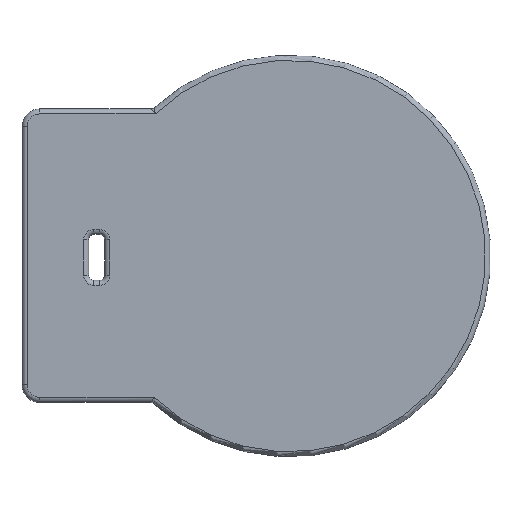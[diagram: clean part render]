
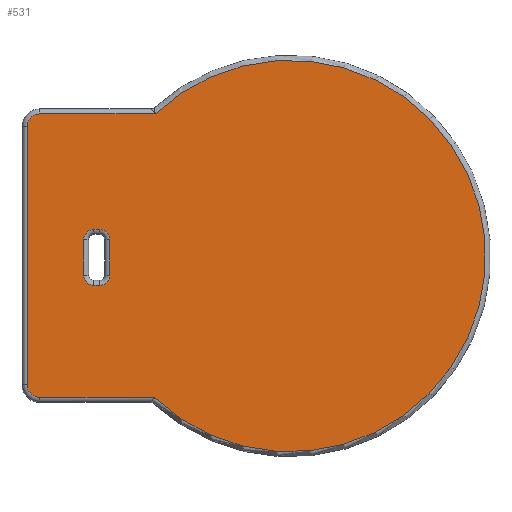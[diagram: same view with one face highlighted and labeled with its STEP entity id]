
A CAD part, front view. The second image highlights one B-rep face of the part: STEP entity #531.
In plain terms, the highlighted planar face has unit normal (0, -1, 0).
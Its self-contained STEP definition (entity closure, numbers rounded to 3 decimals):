
#15=FACE_BOUND('',#173,.T.);
#20=PLANE('',#581);
#37=LINE('',#879,#74);
#42=LINE('',#934,#79);
#43=LINE('',#946,#80);
#50=LINE('',#966,#87);
#51=LINE('',#970,#88);
#52=LINE('',#974,#89);
#53=LINE('',#978,#90);
#74=VECTOR('',#647,10.);
#79=VECTOR('',#662,10.);
#80=VECTOR('',#677,10.);
#87=VECTOR('',#700,10.);
#88=VECTOR('',#703,10.);
#89=VECTOR('',#706,10.);
#90=VECTOR('',#709,10.);
#138=FACE_OUTER_BOUND('',#172,.T.);
#172=EDGE_LOOP('',(#416,#417,#418,#419,#420,#421));
#173=EDGE_LOOP('',(#422,#423,#424,#425,#426,#427,#428,#429));
#201=CIRCLE('',#559,38.685);
#207=CIRCLE('',#570,2.5);
#210=CIRCLE('',#575,2.5);
#213=CIRCLE('',#582,2.);
#214=CIRCLE('',#583,2.);
#215=CIRCLE('',#584,2.);
#216=CIRCLE('',#585,2.);
#236=VERTEX_POINT('',#834);
#241=VERTEX_POINT('',#864);
#243=VERTEX_POINT('',#877);
#248=VERTEX_POINT('',#933);
#250=VERTEX_POINT('',#938);
#252=VERTEX_POINT('',#944);
#256=VERTEX_POINT('',#964);
#257=VERTEX_POINT('',#965);
#258=VERTEX_POINT('',#967);
#259=VERTEX_POINT('',#969);
#260=VERTEX_POINT('',#971);
#261=VERTEX_POINT('',#973);
#262=VERTEX_POINT('',#975);
#263=VERTEX_POINT('',#977);
#289=EDGE_CURVE('',#236,#241,#201,.T.);
#293=EDGE_CURVE('',#243,#236,#37,.T.);
#301=EDGE_CURVE('',#241,#248,#42,.T.);
#304=EDGE_CURVE('',#250,#243,#207,.T.);
#307=EDGE_CURVE('',#252,#250,#43,.T.);
#309=EDGE_CURVE('',#248,#252,#210,.T.);
#317=EDGE_CURVE('',#256,#257,#50,.T.);
#318=EDGE_CURVE('',#258,#256,#213,.T.);
#319=EDGE_CURVE('',#259,#258,#51,.T.);
#320=EDGE_CURVE('',#260,#259,#214,.T.);
#321=EDGE_CURVE('',#261,#260,#52,.T.);
#322=EDGE_CURVE('',#262,#261,#215,.T.);
#323=EDGE_CURVE('',#263,#262,#53,.T.);
#324=EDGE_CURVE('',#257,#263,#216,.T.);
#416=ORIENTED_EDGE('',*,*,#293,.F.);
#417=ORIENTED_EDGE('',*,*,#304,.F.);
#418=ORIENTED_EDGE('',*,*,#307,.F.);
#419=ORIENTED_EDGE('',*,*,#309,.F.);
#420=ORIENTED_EDGE('',*,*,#301,.F.);
#421=ORIENTED_EDGE('',*,*,#289,.F.);
#422=ORIENTED_EDGE('',*,*,#317,.F.);
#423=ORIENTED_EDGE('',*,*,#318,.F.);
#424=ORIENTED_EDGE('',*,*,#319,.F.);
#425=ORIENTED_EDGE('',*,*,#320,.F.);
#426=ORIENTED_EDGE('',*,*,#321,.F.);
#427=ORIENTED_EDGE('',*,*,#322,.F.);
#428=ORIENTED_EDGE('',*,*,#323,.F.);
#429=ORIENTED_EDGE('',*,*,#324,.F.);
#531=ADVANCED_FACE('',(#138,#15),#20,.F.);
#559=AXIS2_PLACEMENT_3D('',#865,#640,#641);
#570=AXIS2_PLACEMENT_3D('',#940,#669,#670);
#575=AXIS2_PLACEMENT_3D('',#949,#681,#682);
#581=AXIS2_PLACEMENT_3D('',#963,#698,#699);
#582=AXIS2_PLACEMENT_3D('',#968,#701,#702);
#583=AXIS2_PLACEMENT_3D('',#972,#704,#705);
#584=AXIS2_PLACEMENT_3D('',#976,#707,#708);
#585=AXIS2_PLACEMENT_3D('',#979,#710,#711);
#640=DIRECTION('center_axis',(0.,1.,0.));
#641=DIRECTION('ref_axis',(1.,0.,-0.003));
#647=DIRECTION('',(1.,0.,0.));
#662=DIRECTION('',(-1.,0.,0.));
#669=DIRECTION('center_axis',(0.,1.,0.));
#670=DIRECTION('ref_axis',(-0.707,0.,0.707));
#677=DIRECTION('',(0.,0.,1.));
#681=DIRECTION('center_axis',(0.,1.,0.));
#682=DIRECTION('ref_axis',(-0.707,0.,-0.707));
#698=DIRECTION('center_axis',(0.,1.,0.));
#699=DIRECTION('ref_axis',(-1.,0.,0.));
#700=DIRECTION('',(-1.,0.,0.));
#701=DIRECTION('center_axis',(0.,-1.,0.));
#702=DIRECTION('ref_axis',(0.707,0.,0.707));
#703=DIRECTION('',(0.,0.,1.));
#704=DIRECTION('center_axis',(0.,-1.,0.));
#705=DIRECTION('ref_axis',(0.707,0.,-0.707));
#706=DIRECTION('',(1.,0.,0.));
#707=DIRECTION('center_axis',(0.,-1.,0.));
#708=DIRECTION('ref_axis',(-0.707,0.,-0.707));
#709=DIRECTION('',(0.,0.,-1.));
#710=DIRECTION('center_axis',(0.,-1.,0.));
#711=DIRECTION('ref_axis',(-0.707,0.,0.707));
#834=CARTESIAN_POINT('',(-31.689,-7.787,26.));
#864=CARTESIAN_POINT('',(-31.834,-7.787,-30.));
#865=CARTESIAN_POINT('Origin',(-5.068,-7.787,-2.069));
#877=CARTESIAN_POINT('',(-54.5,-7.787,26.));
#879=CARTESIAN_POINT('',(-33.096,-7.787,26.));
#933=CARTESIAN_POINT('',(-54.5,-7.787,-30.));
#934=CARTESIAN_POINT('',(-21.962,-7.787,-30.));
#938=CARTESIAN_POINT('',(-57.,-7.787,23.5));
#940=CARTESIAN_POINT('Origin',(-54.5,-7.787,23.5));
#944=CARTESIAN_POINT('',(-57.,-7.787,-27.5));
#946=CARTESIAN_POINT('',(-57.,-7.787,-14.785));
#949=CARTESIAN_POINT('Origin',(-54.5,-7.787,-27.5));
#963=CARTESIAN_POINT('Origin',(-11.691,-7.787,-2.069));
#964=CARTESIAN_POINT('',(-42.687,-7.787,3.193));
#965=CARTESIAN_POINT('',(-43.799,-7.787,3.193));
#966=CARTESIAN_POINT('',(-27.189,-7.787,3.193));
#967=CARTESIAN_POINT('',(-40.687,-7.787,1.193));
#968=CARTESIAN_POINT('Origin',(-42.687,-7.787,1.193));
#969=CARTESIAN_POINT('',(-40.687,-7.787,-5.883));
#970=CARTESIAN_POINT('',(-40.687,-7.787,-3.976));
#971=CARTESIAN_POINT('',(-42.687,-7.787,-7.883));
#972=CARTESIAN_POINT('Origin',(-42.687,-7.787,-5.883));
#973=CARTESIAN_POINT('',(-43.799,-7.787,-7.883));
#974=CARTESIAN_POINT('',(-27.745,-7.787,-7.883));
#975=CARTESIAN_POINT('',(-45.799,-7.787,-5.883));
#976=CARTESIAN_POINT('Origin',(-43.799,-7.787,-5.883));
#977=CARTESIAN_POINT('',(-45.799,-7.787,1.193));
#978=CARTESIAN_POINT('',(-45.799,-7.787,-0.438));
#979=CARTESIAN_POINT('Origin',(-43.799,-7.787,1.193));
